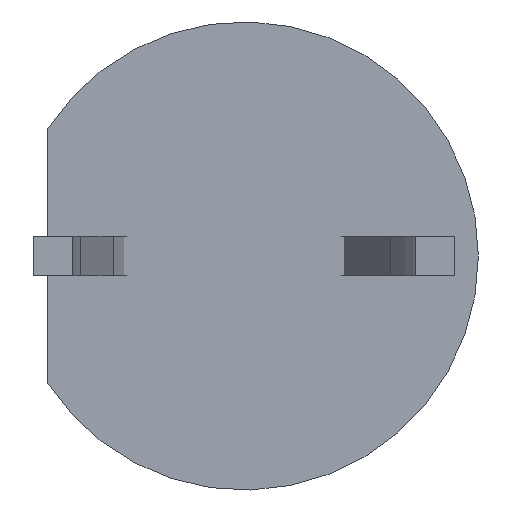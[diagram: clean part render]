
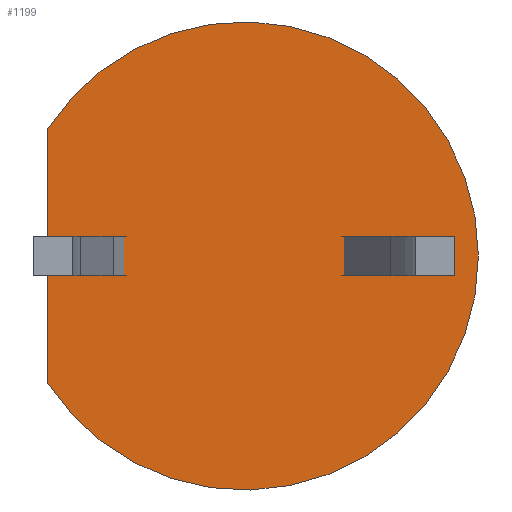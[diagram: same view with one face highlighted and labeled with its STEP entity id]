
A CAD part, front view. The second image highlights one B-rep face of the part: STEP entity #1199.
In plain terms, the highlighted planar face has unit normal (0, -1, 0).
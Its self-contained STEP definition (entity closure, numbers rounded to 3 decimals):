
#282 = DIRECTION ( 'NONE',  ( -1., 0., 0. ) ) ;
#311 = VECTOR ( 'NONE', #391, 1000. ) ;
#391 = DIRECTION ( 'NONE',  ( 0., 0., 1. ) ) ;
#405 = PLANE ( 'NONE',  #557 ) ;
#557 = AXIS2_PLACEMENT_3D ( 'NONE', #946, #926, #282 ) ;
#639 = DIRECTION ( 'NONE',  ( 0., 1., 0. ) ) ;
#652 = EDGE_LOOP ( 'NONE', ( #1629, #1445 ) ) ;
#762 = LINE ( 'NONE', #1158, #311 ) ;
#881 = EDGE_CURVE ( 'NONE', #1352, #1459, #1621, .T. ) ;
#926 = DIRECTION ( 'NONE',  ( 0., 1., 0. ) ) ;
#939 = FACE_OUTER_BOUND ( 'NONE', #652, .T. ) ;
#946 = CARTESIAN_POINT ( 'NONE',  ( 0., -7.136, 0. ) ) ;
#1158 = CARTESIAN_POINT ( 'NONE',  ( -2.527, -7.136, 2.508 ) ) ;
#1199 = ADVANCED_FACE ( 'NONE', ( #939 ), #405, .F. ) ;
#1207 = CARTESIAN_POINT ( 'NONE',  ( -2.527, -7.136, -1.617 ) ) ;
#1352 = VERTEX_POINT ( 'NONE', #1372 ) ;
#1372 = CARTESIAN_POINT ( 'NONE',  ( -2.527, -7.136, 1.617 ) ) ;
#1445 = ORIENTED_EDGE ( 'NONE', *, *, #1659, .F. ) ;
#1459 = VERTEX_POINT ( 'NONE', #1207 ) ;
#1507 = AXIS2_PLACEMENT_3D ( 'NONE', #1539, #639, #1684 ) ;
#1539 = CARTESIAN_POINT ( 'NONE',  ( 0., -7.136, 0. ) ) ;
#1621 = CIRCLE ( 'NONE', #1507, 3. ) ;
#1629 = ORIENTED_EDGE ( 'NONE', *, *, #881, .F. ) ;
#1659 = EDGE_CURVE ( 'NONE', #1459, #1352, #762, .T. ) ;
#1684 = DIRECTION ( 'NONE',  ( -1., 0., 0. ) ) ;
